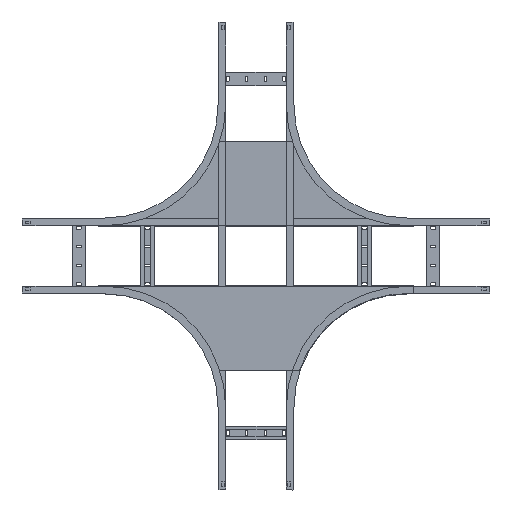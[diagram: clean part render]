
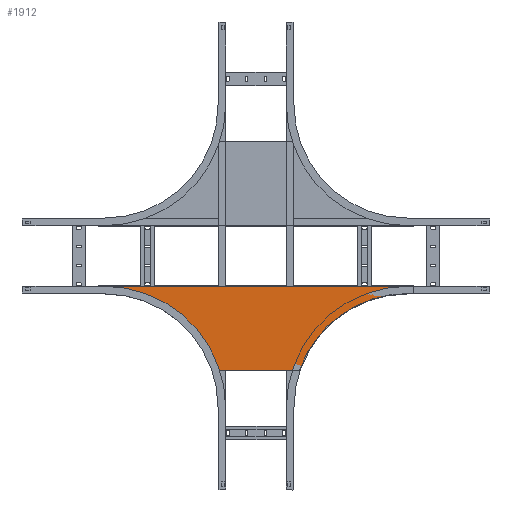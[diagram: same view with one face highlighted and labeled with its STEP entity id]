
A CAD part, top view. The second image highlights one B-rep face of the part: STEP entity #1912.
In plain terms, the highlighted face is planar.
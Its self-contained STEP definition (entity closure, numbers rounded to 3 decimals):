
#28 = VERTEX_POINT ( 'NONE', #582 ) ;
#73 = ORIENTED_EDGE ( 'NONE', *, *, #3998, .F. ) ;
#185 = VECTOR ( 'NONE', #5823, 1000. ) ;
#254 = CARTESIAN_POINT ( 'NONE',  ( 114.787, -1.2, -173.2 ) ) ;
#314 = CARTESIAN_POINT ( 'NONE',  ( -415.4, -1.2, -380. ) ) ;
#341 = ORIENTED_EDGE ( 'NONE', *, *, #4642, .T. ) ;
#352 = VERTEX_POINT ( 'NONE', #6534 ) ;
#467 = AXIS2_PLACEMENT_3D ( 'NONE', #4233, #5438, #3703 ) ;
#489 = AXIS2_PLACEMENT_3D ( 'NONE', #5072, #6273, #3934 ) ;
#582 = CARTESIAN_POINT ( 'NONE',  ( 415.4, -1.2, -380. ) ) ;
#723 = CIRCLE ( 'NONE', #6236, 301.8 ) ;
#833 = VECTOR ( 'NONE', #3155, 1000. ) ;
#847 = DIRECTION ( 'NONE',  ( 0., 0., -1. ) ) ;
#991 = VERTEX_POINT ( 'NONE', #4886 ) ;
#1005 = PLANE ( 'NONE',  #489 ) ;
#1113 = VECTOR ( 'NONE', #5423, 1000. ) ;
#1376 = CARTESIAN_POINT ( 'NONE',  ( -560., -1.2, -173.2 ) ) ;
#1385 = LINE ( 'NONE', #2952, #4335 ) ;
#1440 = AXIS2_PLACEMENT_3D ( 'NONE', #2224, #5641, #5081 ) ;
#1830 = VERTEX_POINT ( 'NONE', #254 ) ;
#1904 = EDGE_CURVE ( 'NONE', #991, #3435, #6586, .T. ) ;
#1908 = CARTESIAN_POINT ( 'NONE',  ( -587., -1.2, -393.2 ) ) ;
#1912 = ADVANCED_FACE ( 'NONE', ( #5228 ), #1005, .F. ) ;
#1917 = CIRCLE ( 'NONE', #1440, 5. ) ;
#2044 = DIRECTION ( 'NONE',  ( 0., -1., 0. ) ) ;
#2077 = DIRECTION ( 'NONE',  ( 0., -1., 0. ) ) ;
#2116 = EDGE_LOOP ( 'NONE', ( #4832, #6200, #6307, #6490, #5008, #2358, #2410, #341, #73, #6355 ) ) ;
#2224 = CARTESIAN_POINT ( 'NONE',  ( 410.4, -1.2, -380. ) ) ;
#2358 = ORIENTED_EDGE ( 'NONE', *, *, #6193, .F. ) ;
#2410 = ORIENTED_EDGE ( 'NONE', *, *, #5648, .F. ) ;
#2654 = CARTESIAN_POINT ( 'NONE',  ( 399.538, -1.2, -73.2 ) ) ;
#2689 = LINE ( 'NONE', #1908, #1113 ) ;
#2750 = CARTESIAN_POINT ( 'NONE',  ( 415.4, -1.2, -393.2 ) ) ;
#2952 = CARTESIAN_POINT ( 'NONE',  ( 415.4, -1.2, -395.4 ) ) ;
#3155 = DIRECTION ( 'NONE',  ( -1., 0., 0. ) ) ;
#3435 = VERTEX_POINT ( 'NONE', #4844 ) ;
#3446 = CARTESIAN_POINT ( 'NONE',  ( -114.787, -1.2, -173.2 ) ) ;
#3665 = DIRECTION ( 'NONE',  ( 0., 0., 1. ) ) ;
#3703 = DIRECTION ( 'NONE',  ( 0., 0., 1. ) ) ;
#3835 = CARTESIAN_POINT ( 'NONE',  ( 399.538, -1.2, -375. ) ) ;
#3934 = DIRECTION ( 'NONE',  ( 0., 0., 1. ) ) ;
#3984 = CIRCLE ( 'NONE', #5195, 5. ) ;
#3998 = EDGE_CURVE ( 'NONE', #7247, #4105, #6084, .T. ) ;
#4070 = CARTESIAN_POINT ( 'NONE',  ( -415.4, -1.2, -393.2 ) ) ;
#4105 = VERTEX_POINT ( 'NONE', #314 ) ;
#4152 = LINE ( 'NONE', #1376, #833 ) ;
#4233 = CARTESIAN_POINT ( 'NONE',  ( -399.538, -1.2, -73.2 ) ) ;
#4335 = VECTOR ( 'NONE', #5946, 1000. ) ;
#4541 = EDGE_CURVE ( 'NONE', #4754, #7247, #2689, .T. ) ;
#4642 = EDGE_CURVE ( 'NONE', #5664, #4105, #3984, .T. ) ;
#4721 = EDGE_CURVE ( 'NONE', #1830, #7043, #4152, .T. ) ;
#4754 = VERTEX_POINT ( 'NONE', #2750 ) ;
#4789 = LINE ( 'NONE', #7543, #185 ) ;
#4832 = ORIENTED_EDGE ( 'NONE', *, *, #5047, .F. ) ;
#4844 = CARTESIAN_POINT ( 'NONE',  ( 410.4, -1.2, -375. ) ) ;
#4886 = CARTESIAN_POINT ( 'NONE',  ( 399.538, -1.2, -375. ) ) ;
#4988 = CARTESIAN_POINT ( 'NONE',  ( -410.4, -1.2, -380. ) ) ;
#5008 = ORIENTED_EDGE ( 'NONE', *, *, #4721, .T. ) ;
#5034 = VECTOR ( 'NONE', #6792, 1000. ) ;
#5047 = EDGE_CURVE ( 'NONE', #28, #4754, #1385, .T. ) ;
#5072 = CARTESIAN_POINT ( 'NONE',  ( -399.538, -1.2, -73.2 ) ) ;
#5081 = DIRECTION ( 'NONE',  ( 0., 0., 1. ) ) ;
#5195 = AXIS2_PLACEMENT_3D ( 'NONE', #4988, #2044, #6671 ) ;
#5228 = FACE_OUTER_BOUND ( 'NONE', #2116, .T. ) ;
#5263 = CARTESIAN_POINT ( 'NONE',  ( -410.4, -1.2, -375. ) ) ;
#5423 = DIRECTION ( 'NONE',  ( -1., 0., 0. ) ) ;
#5438 = DIRECTION ( 'NONE',  ( 0., -1., 0. ) ) ;
#5463 = EDGE_CURVE ( 'NONE', #28, #3435, #1917, .T. ) ;
#5641 = DIRECTION ( 'NONE',  ( 0., -1., 0. ) ) ;
#5648 = EDGE_CURVE ( 'NONE', #5664, #352, #4789, .T. ) ;
#5664 = VERTEX_POINT ( 'NONE', #5263 ) ;
#5729 = VECTOR ( 'NONE', #3665, 1000. ) ;
#5823 = DIRECTION ( 'NONE',  ( 1., 0., 0. ) ) ;
#5943 = EDGE_CURVE ( 'NONE', #1830, #991, #723, .T. ) ;
#5946 = DIRECTION ( 'NONE',  ( 0., 0., -1. ) ) ;
#6084 = LINE ( 'NONE', #7281, #5729 ) ;
#6193 = EDGE_CURVE ( 'NONE', #352, #7043, #6430, .T. ) ;
#6200 = ORIENTED_EDGE ( 'NONE', *, *, #5463, .T. ) ;
#6236 = AXIS2_PLACEMENT_3D ( 'NONE', #2654, #2077, #847 ) ;
#6273 = DIRECTION ( 'NONE',  ( 0., 1., 0. ) ) ;
#6307 = ORIENTED_EDGE ( 'NONE', *, *, #1904, .F. ) ;
#6355 = ORIENTED_EDGE ( 'NONE', *, *, #4541, .F. ) ;
#6430 = CIRCLE ( 'NONE', #467, 301.8 ) ;
#6490 = ORIENTED_EDGE ( 'NONE', *, *, #5943, .F. ) ;
#6534 = CARTESIAN_POINT ( 'NONE',  ( -399.538, -1.2, -375. ) ) ;
#6586 = LINE ( 'NONE', #3835, #5034 ) ;
#6671 = DIRECTION ( 'NONE',  ( 0., 0., 1. ) ) ;
#6792 = DIRECTION ( 'NONE',  ( 1., 0., 0. ) ) ;
#7043 = VERTEX_POINT ( 'NONE', #3446 ) ;
#7247 = VERTEX_POINT ( 'NONE', #4070 ) ;
#7281 = CARTESIAN_POINT ( 'NONE',  ( -415.4, -1.2, -395.4 ) ) ;
#7543 = CARTESIAN_POINT ( 'NONE',  ( -399.538, -1.2, -375. ) ) ;
